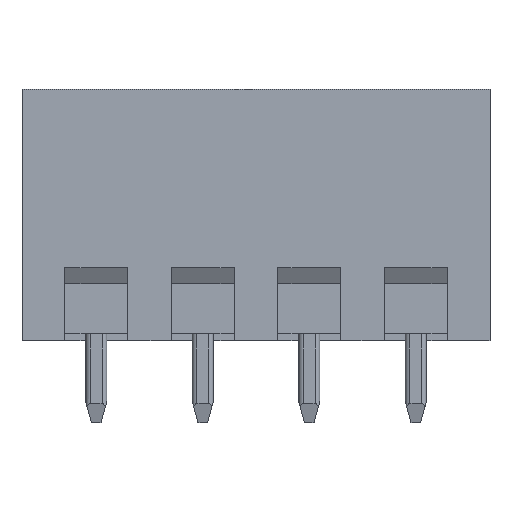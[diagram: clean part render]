
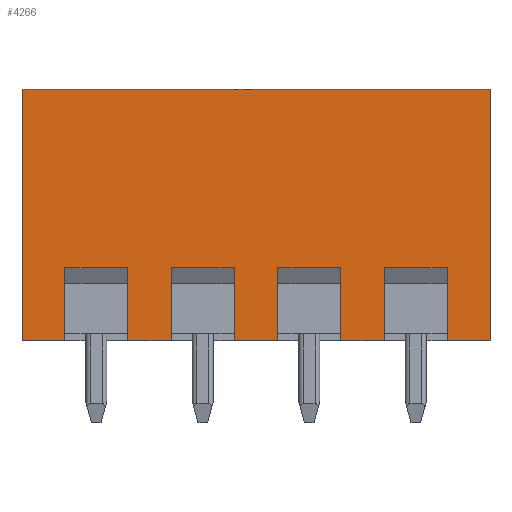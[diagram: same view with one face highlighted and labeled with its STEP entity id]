
A CAD part, front view. The second image highlights one B-rep face of the part: STEP entity #4266.
In plain terms, the highlighted planar face has unit normal (0, -1, 0).
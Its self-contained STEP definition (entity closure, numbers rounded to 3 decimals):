
#4266=ADVANCED_FACE('',(#10501),#10502,.T.);
#5402=VERTEX_POINT('',#12074);
#5406=VERTEX_POINT('',#12078);
#5408=EDGE_CURVE('',#5406,#5402,#12080,.T.);
#5416=VERTEX_POINT('',#12088);
#5418=VERTEX_POINT('',#12090);
#5420=EDGE_CURVE('',#5416,#5418,#12092,.T.);
#5636=VERTEX_POINT('',#12308);
#5638=EDGE_CURVE('',#5636,#5406,#12310,.T.);
#5644=VERTEX_POINT('',#12316);
#5646=EDGE_CURVE('',#5644,#5636,#12318,.T.);
#5652=VERTEX_POINT('',#12324);
#5670=VERTEX_POINT('',#12342);
#5674=EDGE_CURVE('',#5652,#5670,#12346,.T.);
#5840=VERTEX_POINT('',#12513);
#5842=EDGE_CURVE('',#5840,#5652,#12515,.T.);
#5848=VERTEX_POINT('',#12521);
#5850=EDGE_CURVE('',#5848,#5840,#12523,.T.);
#5856=VERTEX_POINT('',#12529);
#5874=VERTEX_POINT('',#12547);
#5878=EDGE_CURVE('',#5856,#5874,#12551,.T.);
#6054=VERTEX_POINT('',#12729);
#6056=EDGE_CURVE('',#6054,#5856,#12731,.T.);
#6062=VERTEX_POINT('',#12737);
#6064=EDGE_CURVE('',#6062,#6054,#12739,.T.);
#6070=VERTEX_POINT('',#12745);
#6088=VERTEX_POINT('',#12763);
#6092=EDGE_CURVE('',#6070,#6088,#12767,.T.);
#6164=VERTEX_POINT('',#12840);
#6166=EDGE_CURVE('',#6164,#6070,#12842,.T.);
#6168=EDGE_CURVE('',#6088,#6062,#12844,.T.);
#6170=EDGE_CURVE('',#5874,#5848,#12846,.T.);
#6172=EDGE_CURVE('',#5670,#5644,#12848,.T.);
#6174=EDGE_CURVE('',#5402,#5418,#12850,.T.);
#6176=VERTEX_POINT('',#12852);
#6178=EDGE_CURVE('',#6176,#5416,#12854,.T.);
#6180=VERTEX_POINT('',#12856);
#6182=EDGE_CURVE('',#6176,#6180,#12858,.T.);
#6184=VERTEX_POINT('',#12860);
#6186=EDGE_CURVE('',#6180,#6184,#12862,.T.);
#6188=EDGE_CURVE('',#6184,#6164,#12864,.T.);
#10501=FACE_OUTER_BOUND('',#19649,.T.);
#10502=PLANE('',#19650);
#12074=CARTESIAN_POINT('',(20.28,0.0,0.0));
#12078=CARTESIAN_POINT('',(20.28,0.0,3.5));
#12080=LINE('',#21493,#21494);
#12088=CARTESIAN_POINT('',(22.32,0.0,12.0));
#12090=CARTESIAN_POINT('',(22.32,0.0,0.0));
#12092=LINE('',#21511,#21512);
#12308=CARTESIAN_POINT('',(17.28,0.0,3.5));
#12310=LINE('',#21861,#21862);
#12316=CARTESIAN_POINT('',(17.28,0.0,0.0));
#12318=LINE('',#21875,#21876);
#12324=CARTESIAN_POINT('',(15.2,0.0,3.5));
#12342=CARTESIAN_POINT('',(15.2,0.0,0.0));
#12346=LINE('',#21919,#21920);
#12513=CARTESIAN_POINT('',(12.2,0.0,3.5));
#12515=LINE('',#22192,#22193);
#12521=CARTESIAN_POINT('',(12.2,0.0,0.0));
#12523=LINE('',#22206,#22207);
#12529=CARTESIAN_POINT('',(10.12,0.0,3.5));
#12547=CARTESIAN_POINT('',(10.12,0.0,0.0));
#12551=LINE('',#22250,#22251);
#12729=CARTESIAN_POINT('',(7.12,0.0,3.5));
#12731=LINE('',#22541,#22542);
#12737=CARTESIAN_POINT('',(7.12,0.0,0.0));
#12739=LINE('',#22555,#22556);
#12745=CARTESIAN_POINT('',(5.04,0.0,3.5));
#12763=CARTESIAN_POINT('',(5.04,0.0,0.0));
#12767=LINE('',#22599,#22600);
#12840=CARTESIAN_POINT('',(2.04,0.0,3.5));
#12842=LINE('',#22716,#22717);
#12844=LINE('',#22720,#22721);
#12846=LINE('',#22724,#22725);
#12848=LINE('',#22728,#22729);
#12850=LINE('',#22732,#22733);
#12852=CARTESIAN_POINT('',(0.0,0.0,12.0));
#12854=LINE('',#22738,#22739);
#12856=CARTESIAN_POINT('',(0.0,0.0,0.0));
#12858=LINE('',#22744,#22745);
#12860=CARTESIAN_POINT('',(2.04,0.0,0.0));
#12862=LINE('',#22750,#22751);
#12864=LINE('',#22754,#22755);
#19649=EDGE_LOOP('',(#29501,#29502,#29503,#29504,#29505,#29506,#29507,#29508,#29509,#29510,#29511,#29512,#29513,#29514,#29515,#29516,#29517,#29518,#29519,#29520));
#19650=AXIS2_PLACEMENT_3D('',#29521,#29522,#29523);
#21493=CARTESIAN_POINT('',(20.28,0.0,3.5));
#21494=VECTOR('',#33084,1.0);
#21511=CARTESIAN_POINT('',(22.32,0.0,12.0));
#21512=VECTOR('',#33087,1.0);
#21861=CARTESIAN_POINT('',(17.28,0.0,3.5));
#21862=VECTOR('',#33179,1.0);
#21875=CARTESIAN_POINT('',(17.28,0.0,0.0));
#21876=VECTOR('',#33182,1.0);
#21919=CARTESIAN_POINT('',(15.2,0.0,3.5));
#21920=VECTOR('',#33190,1.0);
#22192=CARTESIAN_POINT('',(12.2,0.0,3.5));
#22193=VECTOR('',#33278,1.0);
#22206=CARTESIAN_POINT('',(12.2,0.0,0.0));
#22207=VECTOR('',#33281,1.0);
#22250=CARTESIAN_POINT('',(10.12,0.0,3.5));
#22251=VECTOR('',#33289,1.0);
#22541=CARTESIAN_POINT('',(7.12,0.0,3.5));
#22542=VECTOR('',#33383,1.0);
#22555=CARTESIAN_POINT('',(7.12,0.0,0.0));
#22556=VECTOR('',#33386,1.0);
#22599=CARTESIAN_POINT('',(5.04,0.0,3.5));
#22600=VECTOR('',#33394,1.0);
#22716=CARTESIAN_POINT('',(2.04,0.0,3.5));
#22717=VECTOR('',#33435,1.0);
#22720=CARTESIAN_POINT('',(5.04,0.0,0.0));
#22721=VECTOR('',#33436,1.0);
#22724=CARTESIAN_POINT('',(10.12,0.0,0.0));
#22725=VECTOR('',#33437,1.0);
#22728=CARTESIAN_POINT('',(15.2,0.0,0.0));
#22729=VECTOR('',#33438,1.0);
#22732=CARTESIAN_POINT('',(20.28,0.0,0.0));
#22733=VECTOR('',#33439,1.0);
#22738=CARTESIAN_POINT('',(3.54,0.0,12.0));
#22739=VECTOR('',#33440,1.0);
#22744=CARTESIAN_POINT('',(0.0,0.0,12.0));
#22745=VECTOR('',#33441,1.0);
#22750=CARTESIAN_POINT('',(0.0,0.0,0.0));
#22751=VECTOR('',#33442,1.0);
#22754=CARTESIAN_POINT('',(2.04,0.0,0.0));
#22755=VECTOR('',#33443,1.0);
#29501=ORIENTED_EDGE('',*,*,#6166,.T.);
#29502=ORIENTED_EDGE('',*,*,#6092,.T.);
#29503=ORIENTED_EDGE('',*,*,#6168,.T.);
#29504=ORIENTED_EDGE('',*,*,#6064,.T.);
#29505=ORIENTED_EDGE('',*,*,#6056,.T.);
#29506=ORIENTED_EDGE('',*,*,#5878,.T.);
#29507=ORIENTED_EDGE('',*,*,#6170,.T.);
#29508=ORIENTED_EDGE('',*,*,#5850,.T.);
#29509=ORIENTED_EDGE('',*,*,#5842,.T.);
#29510=ORIENTED_EDGE('',*,*,#5674,.T.);
#29511=ORIENTED_EDGE('',*,*,#6172,.T.);
#29512=ORIENTED_EDGE('',*,*,#5646,.T.);
#29513=ORIENTED_EDGE('',*,*,#5638,.T.);
#29514=ORIENTED_EDGE('',*,*,#5408,.T.);
#29515=ORIENTED_EDGE('',*,*,#6174,.T.);
#29516=ORIENTED_EDGE('',*,*,#5420,.F.);
#29517=ORIENTED_EDGE('',*,*,#6178,.F.);
#29518=ORIENTED_EDGE('',*,*,#6182,.T.);
#29519=ORIENTED_EDGE('',*,*,#6186,.T.);
#29520=ORIENTED_EDGE('',*,*,#6188,.T.);
#29521=CARTESIAN_POINT('',(-0.095,0.0,12.306));
#29522=DIRECTION('',(0.0,-1.0,0.0));
#29523=DIRECTION('',(0.0,0.0,-1.0));
#33084=DIRECTION('',(0.0,0.0,-1.0));
#33087=DIRECTION('',(0.0,0.0,-1.0));
#33179=DIRECTION('',(1.0,0.0,0.0));
#33182=DIRECTION('',(0.0,0.0,1.0));
#33190=DIRECTION('',(0.0,0.0,-1.0));
#33278=DIRECTION('',(1.0,0.0,0.0));
#33281=DIRECTION('',(0.0,0.0,1.0));
#33289=DIRECTION('',(0.0,0.0,-1.0));
#33383=DIRECTION('',(1.0,0.0,0.0));
#33386=DIRECTION('',(0.0,0.0,1.0));
#33394=DIRECTION('',(0.0,0.0,-1.0));
#33435=DIRECTION('',(1.0,0.0,0.0));
#33436=DIRECTION('',(1.0,0.0,0.0));
#33437=DIRECTION('',(1.0,0.0,0.0));
#33438=DIRECTION('',(1.0,0.0,0.0));
#33439=DIRECTION('',(1.0,0.0,0.0));
#33440=DIRECTION('',(1.0,0.0,0.0));
#33441=DIRECTION('',(0.0,0.0,-1.0));
#33442=DIRECTION('',(1.0,0.0,0.0));
#33443=DIRECTION('',(0.0,0.0,1.0));
